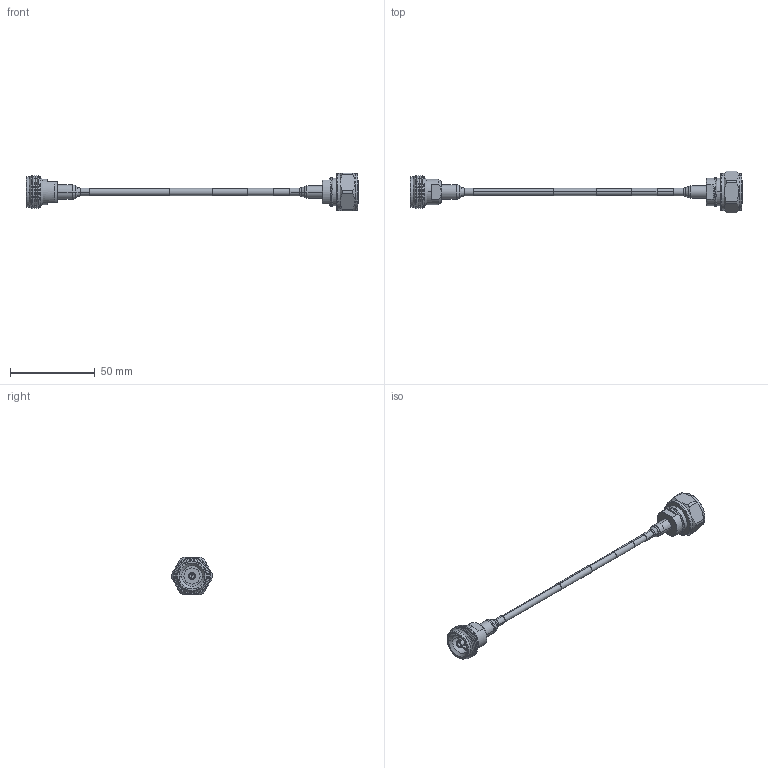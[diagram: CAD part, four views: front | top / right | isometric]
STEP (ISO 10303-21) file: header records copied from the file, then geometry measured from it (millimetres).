
FILE_DESCRIPTION (( 'STEP AP214' ), '1' );
FILE_NAME ('FMCA2460_3D.step', '2024-07-18T18:16:05', ( '' ), ( '' ), 'SwSTEP 2.0', 'SolidWorks 2022', '' );
FILE_SCHEMA (( 'AUTOMOTIVE_DESIGN' ));
Length unit declared in the file: inch
Products named in the file (6): FMCA2460_3D; Copy of TFT-402-MA1^FMCA2460; Copy of TC-402-4195F-LP-PE^FMCA2460; Copy of TFT-402-LF^FMCA2460_LABEL PE+FM; Copy of TC-402-4310M-LP-PE^FMCA2460_no parts; Copy of TFT-402-MA1^FMCA2460_1.5
Assembly tree (5 placements, depth 2):
  FMCA2460_3D
    Copy of TFT-402-LF^FMCA2460_LABEL PE+FM
    Copy of TFT-402-MA1^FMCA2460_1.5
    Copy of TFT-402-MA1^FMCA2460
    Copy of TC-402-4195F-LP-PE^FMCA2460
    Copy of TC-402-4310M-LP-PE^FMCA2460_no parts
Bounding box: 195.52 x 24.49 x 22 mm (x, y, z)
Volume: 10835.9 mm3; surface area: 11015.9 mm2
Topology: 8 solids, 8 shells, 319 faces, 684 edges, 403 vertices
Faces by surface type: cylinder 112, cone 86, plane 69, torus 42, bspline 10
Entity records: 9929 total; most frequent: CARTESIAN_POINT 2484, DIRECTION 1632, ORIENTED_EDGE 1364, AXIS2_PLACEMENT_3D 691, EDGE_CURVE 682, VERTEX_POINT 403, CIRCLE 374, EDGE_LOOP 351
